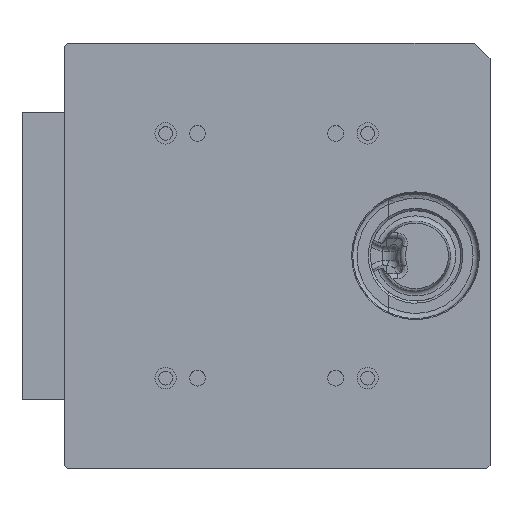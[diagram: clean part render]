
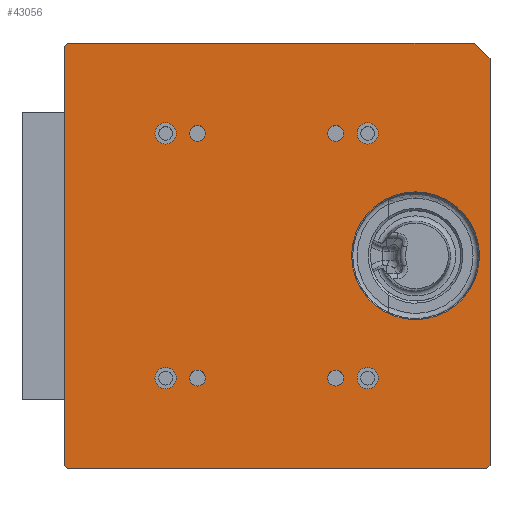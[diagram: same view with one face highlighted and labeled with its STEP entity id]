
A CAD part, top view. The second image highlights one B-rep face of the part: STEP entity #43056.
In plain terms, the highlighted planar face has unit normal (0, 0, 1).
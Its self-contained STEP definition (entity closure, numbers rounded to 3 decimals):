
#40777=DIRECTION('',(-1.,0.,0.));
#40778=VECTOR('',#40777,382.);
#40779=CARTESIAN_POINT('',(205.,290.,88.895));
#40780=LINE('',#40779,#40778);
#40781=DIRECTION('',(-0.707,0.707,0.));
#40782=VECTOR('',#40781,21.213);
#40783=CARTESIAN_POINT('',(220.,275.,88.895));
#40784=LINE('',#40783,#40782);
#40785=DIRECTION('',(0.,1.,0.));
#40786=VECTOR('',#40785,382.);
#40787=CARTESIAN_POINT('',(220.,-107.,88.895));
#40788=LINE('',#40787,#40786);
#40789=DIRECTION('',(0.707,0.707,0.));
#40790=VECTOR('',#40789,4.243);
#40791=CARTESIAN_POINT('',(217.,-110.,88.895));
#40792=LINE('',#40791,#40790);
#40793=DIRECTION('',(1.,0.,0.));
#40794=VECTOR('',#40793,394.);
#40795=CARTESIAN_POINT('',(-177.,-110.,88.895));
#40796=LINE('',#40795,#40794);
#40797=DIRECTION('',(0.707,-0.707,0.));
#40798=VECTOR('',#40797,4.243);
#40799=CARTESIAN_POINT('',(-180.,-107.,88.895));
#40800=LINE('',#40799,#40798);
#40801=DIRECTION('',(0.,-1.,0.));
#40802=VECTOR('',#40801,394.);
#40803=CARTESIAN_POINT('',(-180.,287.,88.895));
#40804=LINE('',#40803,#40802);
#40805=DIRECTION('',(-0.707,-0.707,0.));
#40806=VECTOR('',#40805,4.243);
#40807=CARTESIAN_POINT('',(-177.,290.,88.895));
#40808=LINE('',#40807,#40806);
#40809=CARTESIAN_POINT('',(150.,89.999,88.895));
#40810=DIRECTION('',(0.,0.,-1.));
#40811=DIRECTION('',(-1.,0.,0.));
#40812=AXIS2_PLACEMENT_3D('',#40809,#40810,#40811);
#40814=CARTESIAN_POINT('',(150.,89.999,88.895));
#40815=DIRECTION('',(0.,0.,-1.));
#40816=DIRECTION('',(1.,0.,0.));
#40817=AXIS2_PLACEMENT_3D('',#40814,#40815,#40816);
#40819=CARTESIAN_POINT('',(-55.,205.,88.895));
#40820=DIRECTION('',(0.,0.,1.));
#40821=DIRECTION('',(1.,0.,0.));
#40822=AXIS2_PLACEMENT_3D('',#40819,#40820,#40821);
#40824=CARTESIAN_POINT('',(-55.,205.,88.895));
#40825=DIRECTION('',(0.,0.,1.));
#40826=DIRECTION('',(-1.,0.,0.));
#40827=AXIS2_PLACEMENT_3D('',#40824,#40825,#40826);
#40829=CARTESIAN_POINT('',(75.,205.,88.895));
#40830=DIRECTION('',(0.,0.,1.));
#40831=DIRECTION('',(1.,0.,0.));
#40832=AXIS2_PLACEMENT_3D('',#40829,#40830,#40831);
#40834=CARTESIAN_POINT('',(75.,205.,88.895));
#40835=DIRECTION('',(0.,0.,1.));
#40836=DIRECTION('',(-1.,0.,0.));
#40837=AXIS2_PLACEMENT_3D('',#40834,#40835,#40836);
#40839=CARTESIAN_POINT('',(-55.,-25.002,88.895));
#40840=DIRECTION('',(0.,0.,1.));
#40841=DIRECTION('',(1.,0.,0.));
#40842=AXIS2_PLACEMENT_3D('',#40839,#40840,#40841);
#40844=CARTESIAN_POINT('',(-55.,-25.002,88.895));
#40845=DIRECTION('',(0.,0.,1.));
#40846=DIRECTION('',(-1.,0.,0.));
#40847=AXIS2_PLACEMENT_3D('',#40844,#40845,#40846);
#40849=CARTESIAN_POINT('',(75.,-25.002,88.895));
#40850=DIRECTION('',(0.,0.,1.));
#40851=DIRECTION('',(1.,0.,0.));
#40852=AXIS2_PLACEMENT_3D('',#40849,#40850,#40851);
#40854=CARTESIAN_POINT('',(75.,-25.002,88.895));
#40855=DIRECTION('',(0.,0.,1.));
#40856=DIRECTION('',(-1.,0.,0.));
#40857=AXIS2_PLACEMENT_3D('',#40854,#40855,#40856);
#40859=CARTESIAN_POINT('',(-85.,205.,88.895));
#40860=DIRECTION('',(0.,0.,1.));
#40861=DIRECTION('',(1.,0.,0.));
#40862=AXIS2_PLACEMENT_3D('',#40859,#40860,#40861);
#40864=CARTESIAN_POINT('',(-85.,205.,88.895));
#40865=DIRECTION('',(0.,0.,1.));
#40866=DIRECTION('',(-1.,0.,0.));
#40867=AXIS2_PLACEMENT_3D('',#40864,#40865,#40866);
#40869=CARTESIAN_POINT('',(105.,205.,88.895));
#40870=DIRECTION('',(0.,0.,1.));
#40871=DIRECTION('',(1.,0.,0.));
#40872=AXIS2_PLACEMENT_3D('',#40869,#40870,#40871);
#40874=CARTESIAN_POINT('',(105.,205.,88.895));
#40875=DIRECTION('',(0.,0.,1.));
#40876=DIRECTION('',(-1.,0.,0.));
#40877=AXIS2_PLACEMENT_3D('',#40874,#40875,#40876);
#40879=CARTESIAN_POINT('',(105.,-25.002,88.895));
#40880=DIRECTION('',(0.,0.,1.));
#40881=DIRECTION('',(1.,0.,0.));
#40882=AXIS2_PLACEMENT_3D('',#40879,#40880,#40881);
#40884=CARTESIAN_POINT('',(105.,-25.002,88.895));
#40885=DIRECTION('',(0.,0.,1.));
#40886=DIRECTION('',(-1.,0.,0.));
#40887=AXIS2_PLACEMENT_3D('',#40884,#40885,#40886);
#40889=CARTESIAN_POINT('',(-85.,-25.002,88.895));
#40890=DIRECTION('',(0.,0.,1.));
#40891=DIRECTION('',(1.,0.,0.));
#40892=AXIS2_PLACEMENT_3D('',#40889,#40890,#40891);
#40894=CARTESIAN_POINT('',(-85.,-25.002,88.895));
#40895=DIRECTION('',(0.,0.,1.));
#40896=DIRECTION('',(-1.,0.,0.));
#40897=AXIS2_PLACEMENT_3D('',#40894,#40895,#40896);
#42539=CARTESIAN_POINT('',(205.,290.,88.895));
#42540=CARTESIAN_POINT('',(-177.,290.,88.895));
#42541=VERTEX_POINT('',#42539);
#42542=VERTEX_POINT('',#42540);
#42543=CARTESIAN_POINT('',(-180.,287.,88.895));
#42544=VERTEX_POINT('',#42543);
#42545=CARTESIAN_POINT('',(-180.,-107.,88.895));
#42546=VERTEX_POINT('',#42545);
#42547=CARTESIAN_POINT('',(-177.,-110.,88.895));
#42548=VERTEX_POINT('',#42547);
#42549=CARTESIAN_POINT('',(217.,-110.,88.895));
#42550=VERTEX_POINT('',#42549);
#42551=CARTESIAN_POINT('',(220.,-107.,88.895));
#42552=VERTEX_POINT('',#42551);
#42553=CARTESIAN_POINT('',(220.,275.,88.895));
#42554=VERTEX_POINT('',#42553);
#42603=CARTESIAN_POINT('',(89.9,89.999,88.895));
#42604=CARTESIAN_POINT('',(210.1,89.999,88.895));
#42605=VERTEX_POINT('',#42603);
#42606=VERTEX_POINT('',#42604);
#42757=CARTESIAN_POINT('',(-47.5,205.,88.895));
#42758=CARTESIAN_POINT('',(-62.5,205.,88.895));
#42759=VERTEX_POINT('',#42757);
#42760=VERTEX_POINT('',#42758);
#42761=CARTESIAN_POINT('',(82.5,205.,88.895));
#42762=CARTESIAN_POINT('',(67.5,205.,88.895));
#42763=VERTEX_POINT('',#42761);
#42764=VERTEX_POINT('',#42762);
#42765=CARTESIAN_POINT('',(-47.5,-25.002,88.895));
#42766=CARTESIAN_POINT('',(-62.5,-25.002,88.895));
#42767=VERTEX_POINT('',#42765);
#42768=VERTEX_POINT('',#42766);
#42769=CARTESIAN_POINT('',(82.5,-25.002,88.895));
#42770=CARTESIAN_POINT('',(67.5,-25.002,88.895));
#42771=VERTEX_POINT('',#42769);
#42772=VERTEX_POINT('',#42770);
#42821=CARTESIAN_POINT('',(-75.,205.,88.895));
#42822=CARTESIAN_POINT('',(-95.,205.,88.895));
#42823=VERTEX_POINT('',#42821);
#42824=VERTEX_POINT('',#42822);
#42825=CARTESIAN_POINT('',(115.,205.,88.895));
#42826=CARTESIAN_POINT('',(95.,205.,88.895));
#42827=VERTEX_POINT('',#42825);
#42828=VERTEX_POINT('',#42826);
#42829=CARTESIAN_POINT('',(115.,-25.002,88.895));
#42830=CARTESIAN_POINT('',(95.,-25.002,88.895));
#42831=VERTEX_POINT('',#42829);
#42832=VERTEX_POINT('',#42830);
#42833=CARTESIAN_POINT('',(-75.,-25.002,88.895));
#42834=CARTESIAN_POINT('',(-95.,-25.002,88.895));
#42835=VERTEX_POINT('',#42833);
#42836=VERTEX_POINT('',#42834);
#42979=CARTESIAN_POINT('',(0.,290.,88.895));
#42980=DIRECTION('',(0.,0.,1.));
#42981=DIRECTION('',(0.,1.,0.));
#42982=AXIS2_PLACEMENT_3D('',#42979,#42980,#42981);
#42983=PLANE('',#42982);
#42985=ORIENTED_EDGE('',*,*,#42984,.F.);
#42987=ORIENTED_EDGE('',*,*,#42986,.F.);
#42989=ORIENTED_EDGE('',*,*,#42988,.F.);
#42991=ORIENTED_EDGE('',*,*,#42990,.F.);
#42993=ORIENTED_EDGE('',*,*,#42992,.F.);
#42995=ORIENTED_EDGE('',*,*,#42994,.F.);
#42997=ORIENTED_EDGE('',*,*,#42996,.F.);
#42999=ORIENTED_EDGE('',*,*,#42998,.F.);
#43000=EDGE_LOOP('',(#42985,#42987,#42989,#42991,#42993,#42995,#42997,#42999));
#43001=FACE_OUTER_BOUND('',#43000,.F.);
#43003=ORIENTED_EDGE('',*,*,#43002,.F.);
#43005=ORIENTED_EDGE('',*,*,#43004,.F.);
#43006=EDGE_LOOP('',(#43003,#43005));
#43007=FACE_BOUND('',#43006,.F.);
#43009=ORIENTED_EDGE('',*,*,#43008,.T.);
#43011=ORIENTED_EDGE('',*,*,#43010,.T.);
#43012=EDGE_LOOP('',(#43009,#43011));
#43013=FACE_BOUND('',#43012,.F.);
#43015=ORIENTED_EDGE('',*,*,#43014,.T.);
#43017=ORIENTED_EDGE('',*,*,#43016,.T.);
#43018=EDGE_LOOP('',(#43015,#43017));
#43019=FACE_BOUND('',#43018,.F.);
#43021=ORIENTED_EDGE('',*,*,#43020,.T.);
#43023=ORIENTED_EDGE('',*,*,#43022,.T.);
#43024=EDGE_LOOP('',(#43021,#43023));
#43025=FACE_BOUND('',#43024,.F.);
#43027=ORIENTED_EDGE('',*,*,#43026,.T.);
#43029=ORIENTED_EDGE('',*,*,#43028,.T.);
#43030=EDGE_LOOP('',(#43027,#43029));
#43031=FACE_BOUND('',#43030,.F.);
#43033=ORIENTED_EDGE('',*,*,#43032,.T.);
#43035=ORIENTED_EDGE('',*,*,#43034,.T.);
#43036=EDGE_LOOP('',(#43033,#43035));
#43037=FACE_BOUND('',#43036,.F.);
#43039=ORIENTED_EDGE('',*,*,#43038,.T.);
#43041=ORIENTED_EDGE('',*,*,#43040,.T.);
#43042=EDGE_LOOP('',(#43039,#43041));
#43043=FACE_BOUND('',#43042,.F.);
#43045=ORIENTED_EDGE('',*,*,#43044,.T.);
#43047=ORIENTED_EDGE('',*,*,#43046,.T.);
#43048=EDGE_LOOP('',(#43045,#43047));
#43049=FACE_BOUND('',#43048,.F.);
#43051=ORIENTED_EDGE('',*,*,#43050,.T.);
#43053=ORIENTED_EDGE('',*,*,#43052,.T.);
#43054=EDGE_LOOP('',(#43051,#43053));
#43055=FACE_BOUND('',#43054,.F.);
#43056=ADVANCED_FACE('',(#43001,#43007,#43013,#43019,#43025,#43031,#43037,
#43043,#43049,#43055),#42983,.T.);
#40813=CIRCLE('',#40812,60.1);
#40818=CIRCLE('',#40817,60.1);
#40823=CIRCLE('',#40822,7.5);
#40828=CIRCLE('',#40827,7.5);
#40833=CIRCLE('',#40832,7.5);
#40838=CIRCLE('',#40837,7.5);
#40843=CIRCLE('',#40842,7.5);
#40848=CIRCLE('',#40847,7.5);
#40853=CIRCLE('',#40852,7.5);
#40858=CIRCLE('',#40857,7.5);
#40863=CIRCLE('',#40862,10.);
#40868=CIRCLE('',#40867,10.);
#40873=CIRCLE('',#40872,10.);
#40878=CIRCLE('',#40877,10.);
#40883=CIRCLE('',#40882,10.);
#40888=CIRCLE('',#40887,10.);
#40893=CIRCLE('',#40892,10.);
#40898=CIRCLE('',#40897,10.);
#42984=EDGE_CURVE('',#42541,#42542,#40780,.T.);
#42986=EDGE_CURVE('',#42554,#42541,#40784,.T.);
#42988=EDGE_CURVE('',#42552,#42554,#40788,.T.);
#42990=EDGE_CURVE('',#42550,#42552,#40792,.T.);
#42992=EDGE_CURVE('',#42548,#42550,#40796,.T.);
#42994=EDGE_CURVE('',#42546,#42548,#40800,.T.);
#42996=EDGE_CURVE('',#42544,#42546,#40804,.T.);
#42998=EDGE_CURVE('',#42542,#42544,#40808,.T.);
#43002=EDGE_CURVE('',#42605,#42606,#40813,.T.);
#43004=EDGE_CURVE('',#42606,#42605,#40818,.T.);
#43008=EDGE_CURVE('',#42759,#42760,#40823,.T.);
#43010=EDGE_CURVE('',#42760,#42759,#40828,.T.);
#43014=EDGE_CURVE('',#42763,#42764,#40833,.T.);
#43016=EDGE_CURVE('',#42764,#42763,#40838,.T.);
#43020=EDGE_CURVE('',#42767,#42768,#40843,.T.);
#43022=EDGE_CURVE('',#42768,#42767,#40848,.T.);
#43026=EDGE_CURVE('',#42771,#42772,#40853,.T.);
#43028=EDGE_CURVE('',#42772,#42771,#40858,.T.);
#43032=EDGE_CURVE('',#42823,#42824,#40863,.T.);
#43034=EDGE_CURVE('',#42824,#42823,#40868,.T.);
#43038=EDGE_CURVE('',#42827,#42828,#40873,.T.);
#43040=EDGE_CURVE('',#42828,#42827,#40878,.T.);
#43044=EDGE_CURVE('',#42831,#42832,#40883,.T.);
#43046=EDGE_CURVE('',#42832,#42831,#40888,.T.);
#43050=EDGE_CURVE('',#42835,#42836,#40893,.T.);
#43052=EDGE_CURVE('',#42836,#42835,#40898,.T.);
